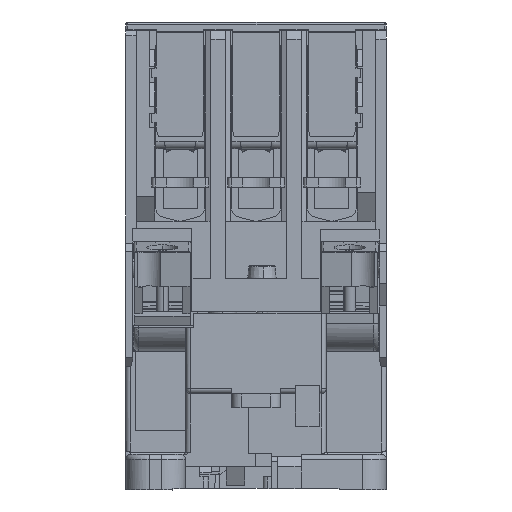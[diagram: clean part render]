
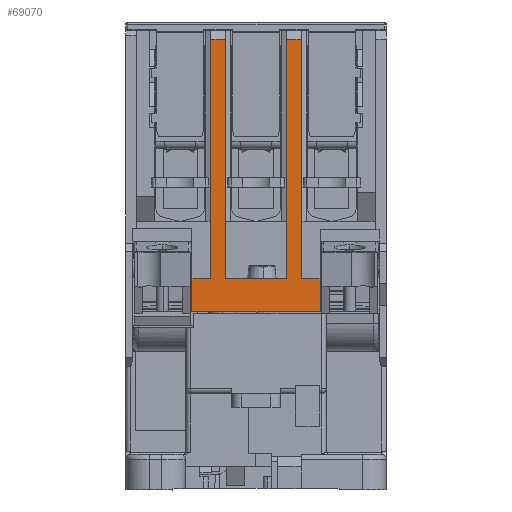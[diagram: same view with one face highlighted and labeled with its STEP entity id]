
A CAD part, left-side view. The second image highlights one B-rep face of the part: STEP entity #69070.
In plain terms, the highlighted planar face has unit normal (-1, 0, 0).
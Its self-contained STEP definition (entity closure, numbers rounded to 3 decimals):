
#15363=DIRECTION('',(0.,0.,1.));
#15364=VECTOR('',#15363,7.);
#15365=CARTESIAN_POINT('',(-25.448,6.003,22.301));
#15366=LINE('',#15365,#15364);
#15457=DIRECTION('',(0.,1.,0.));
#15458=VECTOR('',#15457,27.);
#15459=CARTESIAN_POINT('',(-25.448,6.003,22.301));
#15460=LINE('',#15459,#15458);
#15631=DIRECTION('',(0.,0.,1.));
#15632=VECTOR('',#15631,7.);
#15633=CARTESIAN_POINT('',(-25.448,33.003,
22.301));
#15634=LINE('',#15633,#15632);
#16170=DIRECTION('',(0.,0.,1.));
#16171=VECTOR('',#16170,50.45);
#16172=CARTESIAN_POINT('',(-25.448,10.003,
29.301));
#16173=LINE('',#16172,#16171);
#16174=DIRECTION('',(0.,1.,0.));
#16175=VECTOR('',#16174,4.);
#16176=CARTESIAN_POINT('',(-25.448,6.003,29.301));
#16177=LINE('',#16176,#16175);
#16178=DIRECTION('',(0.,1.,0.));
#16179=VECTOR('',#16178,4.);
#16180=CARTESIAN_POINT('',(-25.448,29.003,
29.301));
#16181=LINE('',#16180,#16179);
#16182=DIRECTION('',(0.,0.,-1.));
#16183=VECTOR('',#16182,50.45);
#16184=CARTESIAN_POINT('',(-25.448,29.003,
79.751));
#16185=LINE('',#16184,#16183);
#16186=DIRECTION('',(0.,1.,0.));
#16187=VECTOR('',#16186,3.);
#16188=CARTESIAN_POINT('',(-25.448,26.003,
79.751));
#16189=LINE('',#16188,#16187);
#16190=DIRECTION('',(0.,0.,1.));
#16191=VECTOR('',#16190,50.45);
#16192=CARTESIAN_POINT('',(-25.448,26.003,
29.301));
#16193=LINE('',#16192,#16191);
#16194=DIRECTION('',(0.,1.,0.));
#16195=VECTOR('',#16194,13.);
#16196=CARTESIAN_POINT('',(-25.448,13.003,
29.301));
#16197=LINE('',#16196,#16195);
#16198=DIRECTION('',(0.,0.,-1.));
#16199=VECTOR('',#16198,50.45);
#16200=CARTESIAN_POINT('',(-25.448,13.003,
79.751));
#16201=LINE('',#16200,#16199);
#16202=DIRECTION('',(0.,1.,0.));
#16203=VECTOR('',#16202,3.);
#16204=CARTESIAN_POINT('',(-25.448,10.003,
79.751));
#16205=LINE('',#16204,#16203);
#40610=CARTESIAN_POINT('',(-25.448,13.003,
29.301));
#40611=CARTESIAN_POINT('',(-25.448,26.003,
29.301));
#40612=VERTEX_POINT('',#40610);
#40613=VERTEX_POINT('',#40611);
#40848=CARTESIAN_POINT('',(-25.448,10.003,
79.751));
#40849=VERTEX_POINT('',#40848);
#40850=CARTESIAN_POINT('',(-25.448,10.003,
29.301));
#40851=VERTEX_POINT('',#40850);
#40853=CARTESIAN_POINT('',(-25.448,13.003,
79.751));
#40855=VERTEX_POINT('',#40853);
#40867=CARTESIAN_POINT('',(-25.448,26.003,
79.751));
#40869=VERTEX_POINT('',#40867);
#40878=CARTESIAN_POINT('',(-25.448,29.003,
79.751));
#40879=VERTEX_POINT('',#40878);
#40884=CARTESIAN_POINT('',(-25.448,29.003,
29.301));
#40885=VERTEX_POINT('',#40884);
#41493=CARTESIAN_POINT('',(-25.448,6.003,29.301));
#41494=VERTEX_POINT('',#41493);
#41568=CARTESIAN_POINT('',(-25.448,33.003,
29.301));
#41569=VERTEX_POINT('',#41568);
#41570=CARTESIAN_POINT('',(-25.448,33.003,
22.301));
#41571=VERTEX_POINT('',#41570);
#41572=CARTESIAN_POINT('',(-25.448,6.003,22.301));
#41573=VERTEX_POINT('',#41572);
#69045=CARTESIAN_POINT('',(-25.448,19.503,
51.026));
#69046=DIRECTION('',(1.,0.,0.));
#69047=DIRECTION('',(0.,0.,1.));
#69048=AXIS2_PLACEMENT_3D('',#69045,#69046,#69047);
#69049=PLANE('',#69048);
#69050=ORIENTED_EDGE('',*,*,#69021,.F.);
#69051=ORIENTED_EDGE('',*,*,#69034,.F.);
#69052=ORIENTED_EDGE('',*,*,#67905,.F.);
#69053=ORIENTED_EDGE('',*,*,#67956,.T.);
#69054=ORIENTED_EDGE('',*,*,#68192,.T.);
#69055=ORIENTED_EDGE('',*,*,#68344,.F.);
#69057=ORIENTED_EDGE('',*,*,#69056,.F.);
#69059=ORIENTED_EDGE('',*,*,#69058,.F.);
#69061=ORIENTED_EDGE('',*,*,#69060,.F.);
#69063=ORIENTED_EDGE('',*,*,#69062,.F.);
#69065=ORIENTED_EDGE('',*,*,#69064,.F.);
#69067=ORIENTED_EDGE('',*,*,#69066,.F.);
#69068=EDGE_LOOP('',(#69050,#69051,#69052,#69053,#69054,#69055,#69057,#69059,
#69061,#69063,#69065,#69067));
#69069=FACE_OUTER_BOUND('',#69068,.F.);
#69070=ADVANCED_FACE('',(#69069),#69049,.F.);
#67905=EDGE_CURVE('',#41573,#41494,#15366,.T.);
#67956=EDGE_CURVE('',#41573,#41571,#15460,.T.);
#68192=EDGE_CURVE('',#41571,#41569,#15634,.T.);
#68344=EDGE_CURVE('',#40885,#41569,#16181,.T.);
#69021=EDGE_CURVE('',#40851,#40849,#16173,.T.);
#69034=EDGE_CURVE('',#41494,#40851,#16177,.T.);
#69056=EDGE_CURVE('',#40879,#40885,#16185,.T.);
#69058=EDGE_CURVE('',#40869,#40879,#16189,.T.);
#69060=EDGE_CURVE('',#40613,#40869,#16193,.T.);
#69062=EDGE_CURVE('',#40612,#40613,#16197,.T.);
#69064=EDGE_CURVE('',#40855,#40612,#16201,.T.);
#69066=EDGE_CURVE('',#40849,#40855,#16205,.T.);
